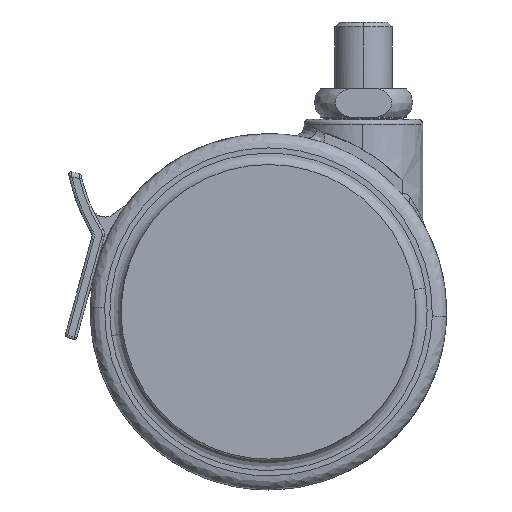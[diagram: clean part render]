
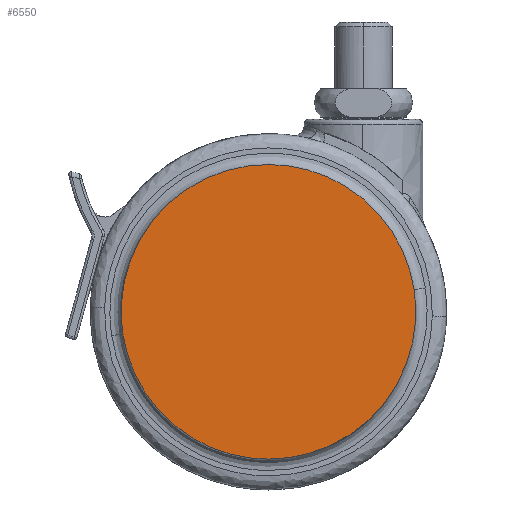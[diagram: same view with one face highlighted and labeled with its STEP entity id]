
A CAD part, front view. The second image highlights one B-rep face of the part: STEP entity #6550.
In plain terms, the highlighted free-form (B-spline) face has degree [1, 1] with [2, 2] control points.
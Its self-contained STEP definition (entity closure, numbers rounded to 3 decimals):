
#6410=CARTESIAN_POINT('',(10.648,-23.5,-35.843));
#6411=VERTEX_POINT('',#6410);
#6425=CARTESIAN_POINT('',(-20.0,-23.5,-71.5));
#6426=VERTEX_POINT('',#6425);
#6427=CARTESIAN_POINT('',(-20.0,-23.5,-71.5));
#6428=CARTESIAN_POINT('',(11.,-23.5,-71.5));
#6429=CARTESIAN_POINT('',(11.,-23.5,-40.5));
#6430=CARTESIAN_POINT('',(11.,-23.5,-38.158));
#6431=CARTESIAN_POINT('',(10.648,-23.5,-35.843));
#6439=(BOUNDED_CURVE()B_SPLINE_CURVE(2,(#6427,#6428,#6429,#6430,#6431),.UNSPECIFIED.,.F.,.U.)B_SPLINE_CURVE_WITH_KNOTS((3,2,3),(0.0,0.25,0.276),.UNSPECIFIED.)CURVE()GEOMETRIC_REPRESENTATION_ITEM()RATIONAL_B_SPLINE_CURVE((1.0,0.707,1.0,0.97,0.946))REPRESENTATION_ITEM(''));
#6440=EDGE_CURVE('',#6426,#6411,#6439,.T.);
#6442=CARTESIAN_POINT('',(-50.648,-23.5,-45.157));
#6443=VERTEX_POINT('',#6442);
#6444=CARTESIAN_POINT('',(-50.648,-23.5,-45.157));
#6445=CARTESIAN_POINT('',(-46.645,-23.5,-71.5));
#6446=CARTESIAN_POINT('',(-20.0,-23.5,-71.5));
#6454=(BOUNDED_CURVE()B_SPLINE_CURVE(2,(#6444,#6445,#6446),.UNSPECIFIED.,.F.,.U.)B_SPLINE_CURVE_WITH_KNOTS((3,3),(0.776,1.0),.UNSPECIFIED.)CURVE()GEOMETRIC_REPRESENTATION_ITEM()RATIONAL_B_SPLINE_CURVE((0.946,0.737,1.0))REPRESENTATION_ITEM(''));
#6455=EDGE_CURVE('',#6443,#6426,#6454,.T.);
#6504=CARTESIAN_POINT('',(-20.0,-23.5,-9.5));
#6505=VERTEX_POINT('',#6504);
#6506=CARTESIAN_POINT('',(-20.0,-23.5,-9.5));
#6507=CARTESIAN_POINT('',(-51.,-23.5,-9.5));
#6508=CARTESIAN_POINT('',(-51.,-23.5,-40.5));
#6509=CARTESIAN_POINT('',(-51.,-23.5,-42.842));
#6510=CARTESIAN_POINT('',(-50.648,-23.5,-45.157));
#6518=(BOUNDED_CURVE()B_SPLINE_CURVE(2,(#6506,#6507,#6508,#6509,#6510),.UNSPECIFIED.,.F.,.U.)B_SPLINE_CURVE_WITH_KNOTS((3,2,3),(0.5,0.75,0.776),.UNSPECIFIED.)CURVE()GEOMETRIC_REPRESENTATION_ITEM()RATIONAL_B_SPLINE_CURVE((1.0,0.707,1.0,0.97,0.946))REPRESENTATION_ITEM(''));
#6519=EDGE_CURVE('',#6505,#6443,#6518,.T.);
#6521=CARTESIAN_POINT('',(10.648,-23.5,-35.843));
#6522=CARTESIAN_POINT('',(6.645,-23.5,-9.5));
#6523=CARTESIAN_POINT('',(-20.0,-23.5,-9.5));
#6531=(BOUNDED_CURVE()B_SPLINE_CURVE(2,(#6521,#6522,#6523),.UNSPECIFIED.,.F.,.U.)B_SPLINE_CURVE_WITH_KNOTS((3,3),(0.276,0.5),.UNSPECIFIED.)CURVE()GEOMETRIC_REPRESENTATION_ITEM()RATIONAL_B_SPLINE_CURVE((0.946,0.737,1.0))REPRESENTATION_ITEM(''));
#6532=EDGE_CURVE('',#6411,#6505,#6531,.T.);
#6539=CARTESIAN_POINT('',(-54.089,-23.5,-6.403));
#6540=CARTESIAN_POINT('',(-54.089,-23.5,-74.597));
#6541=CARTESIAN_POINT('',(14.089,-23.5,-6.403));
#6542=CARTESIAN_POINT('',(14.089,-23.5,-74.597));
#6543=B_SPLINE_SURFACE_WITH_KNOTS('',1,1,((#6539,#6541),(#6540,#6542)),.UNSPECIFIED.,.F.,.F.,.U.,(2,2),(2,2),(0.0,68.194),(0.0,68.178),.UNSPECIFIED.);
#6544=ORIENTED_EDGE('',*,*,#6440,.T.);
#6545=ORIENTED_EDGE('',*,*,#6532,.T.);
#6546=ORIENTED_EDGE('',*,*,#6519,.T.);
#6547=ORIENTED_EDGE('',*,*,#6455,.T.);
#6548=EDGE_LOOP('',(#6544,#6545,#6546,#6547));
#6549=FACE_OUTER_BOUND('',#6548,.T.);
#6550=ADVANCED_FACE('',(#6549),#6543,.T.);
